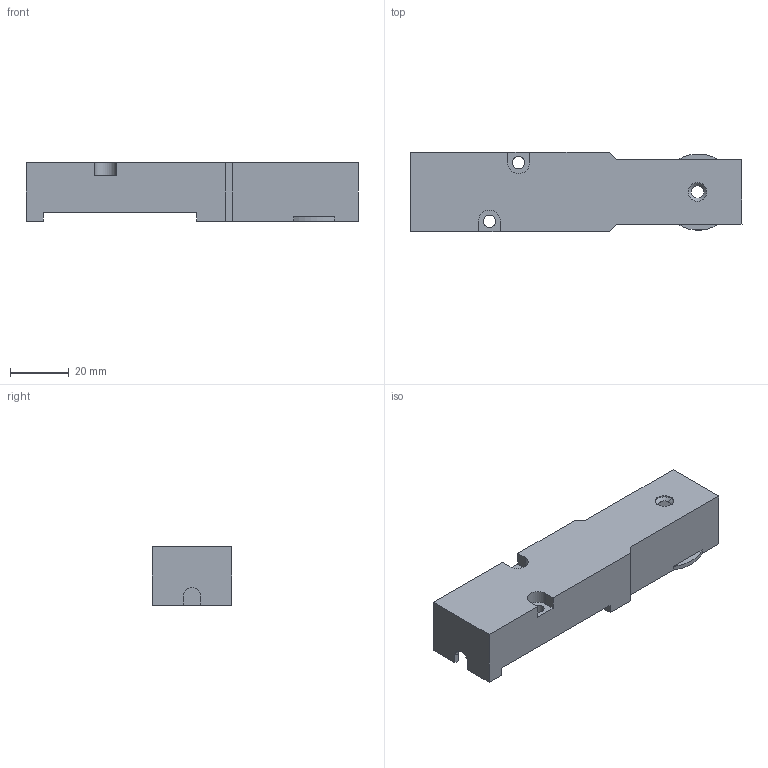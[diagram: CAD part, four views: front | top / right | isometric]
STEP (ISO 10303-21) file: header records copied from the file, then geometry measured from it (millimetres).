
FILE_DESCRIPTION (( 'STEP AP203' ), '1' );
FILE_NAME ('blanking block 4000.STEP', '2013-01-22T01:31:20', ( '' ), ( '' ), 'SwSTEP 2.0', 'SolidWorks 2008', '' );
FILE_SCHEMA (( 'CONFIG_CONTROL_DESIGN' ));
Length unit declared in the file: millimetre
Products named in the file (1): blanking block 4000
Bounding box: 113.36 x 27 x 20 mm (x, y, z)
Volume: 11541.3 mm3; surface area: 17172.4 mm2
Topology: 1 solids, 1 shells, 111 faces, 325 edges, 216 vertices
Faces by surface type: plane 87, cylinder 22, cone 2
Entity records: 3738 total; most frequent: CARTESIAN_POINT 653, ORIENTED_EDGE 650, DIRECTION 595, EDGE_CURVE 325, LINE 279, VECTOR 279, VERTEX_POINT 216, AXIS2_PLACEMENT_3D 158
